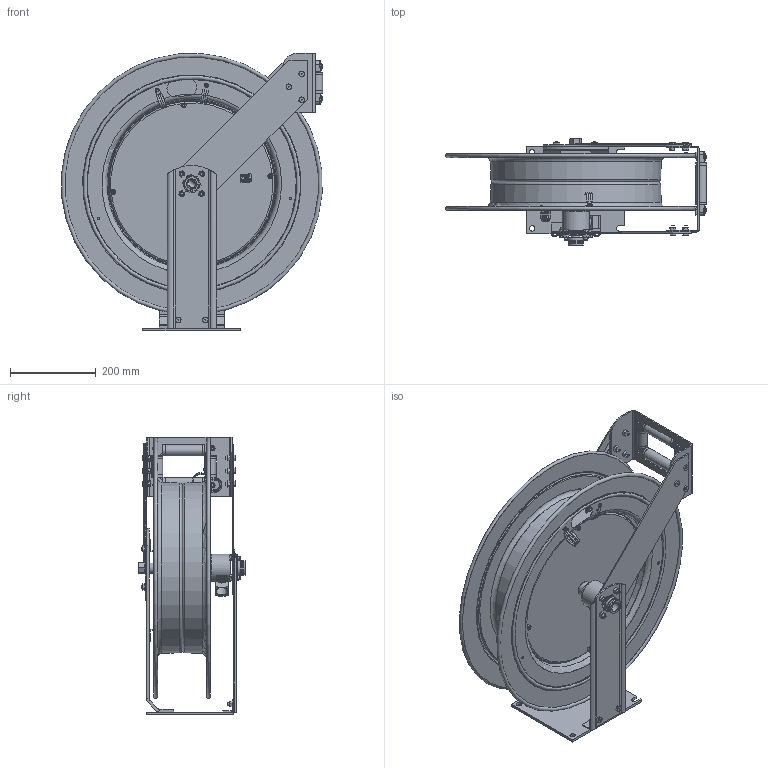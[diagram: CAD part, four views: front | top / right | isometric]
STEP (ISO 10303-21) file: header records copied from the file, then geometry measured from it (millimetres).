
FILE_DESCRIPTION(/* description */ (''),/* implementation_level */ '2;1');
FILE_NAME(/* name */ 'TSHF-N-535_SHARED.stp',/* time_stamp */ '2017-11-14T09:05:54-07:00',/* author */ ('jkusbel'),/* organization */ (''),/* preprocessor_version */ 'ST-DEVELOPER v15.6',/* originating_system */ 'Autodesk Inventor 2015',/* authorisation */ '');
FILE_SCHEMA (('AUTOMOTIVE_DESIGN { 1 0 10303 214 3 1 1 }'));
Products named in the file (1): TSHF-N-535_SHARED
Bounding box: 609.1 x 248.92 x 647.73 mm (x, y, z)
Surface area: 1932969.8 mm2 (no closed solid volume)
Topology: 0 solids, 172 shells, 555 faces, 5255 edges, 4791 vertices
Faces by surface type: plane 399, cylinder 108, torus 22, cone 14, bspline 6, sphere 6
Full cylindrical faces by diameter (mm): 7.938 x6, 8.636 x4, 10.414 x1, 12.7 x2, 13.462 x1, 25.362 x1, 25.4 x12, 33.401 x1, 34.544 x3, 39.624 x1, 63.5 x1
Entity records: 49998 total; most frequent: CARTESIAN_POINT 15310, ORIENTED_EDGE 5795, DIRECTION 5659, EDGE_CURVE 5173, VERTEX_POINT 4771, LINE 2907, VECTOR 2907, AXIS2_PLACEMENT_3D 1376
